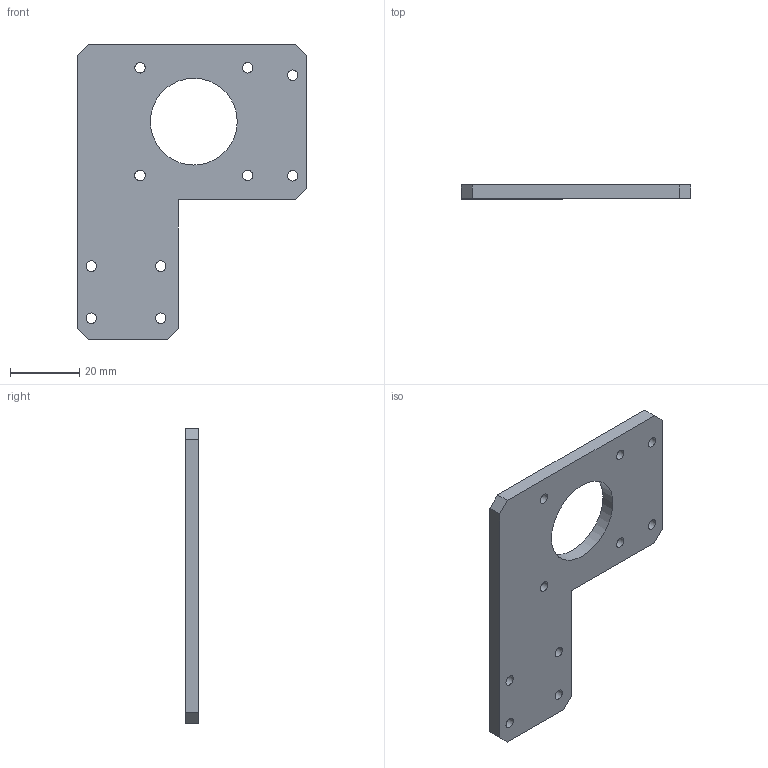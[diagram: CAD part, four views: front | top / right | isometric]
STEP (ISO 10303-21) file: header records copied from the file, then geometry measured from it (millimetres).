
FILE_DESCRIPTION(/* description */ (''),/* implementation_level */ '2;1');
FILE_NAME(/* name */ 'Y Axix Motor V2 v2.step',/* time_stamp */ '2019-08-10T07:55:46+02:00',/* author */ (''),/* organization */ (''),/* preprocessor_version */ 'ST-DEVELOPER v18',/* originating_system */ 'Autodesk Translation Framework v8.2.0.1029',/* authorisation */ '');
FILE_SCHEMA (('AUTOMOTIVE_DESIGN { 1 0 10303 214 3 1 1 }'));
Length unit declared in the file: millimetre
Products named in the file (1): Y Axix Motor V2
Bounding box: 66.19 x 4 x 85.19 mm (x, y, z)
Volume: 14227.3 mm3; surface area: 8979.5 mm2
Topology: 1 solids, 1 shells, 26 faces, 72 edges, 48 vertices
Faces by surface type: plane 15, cylinder 10, bspline 1
Full cylindrical faces by diameter (mm): 3 x9, 25 x1
Entity records: 928 total; most frequent: CARTESIAN_POINT 164, DIRECTION 146, ORIENTED_EDGE 144, EDGE_CURVE 72, LINE 50, VECTOR 50, EDGE_LOOP 48, VERTEX_POINT 48
